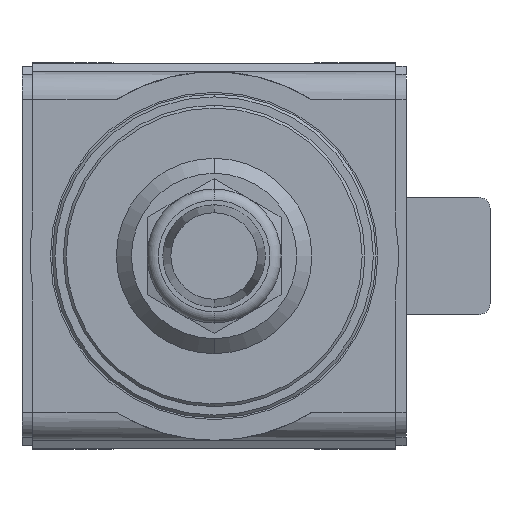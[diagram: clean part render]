
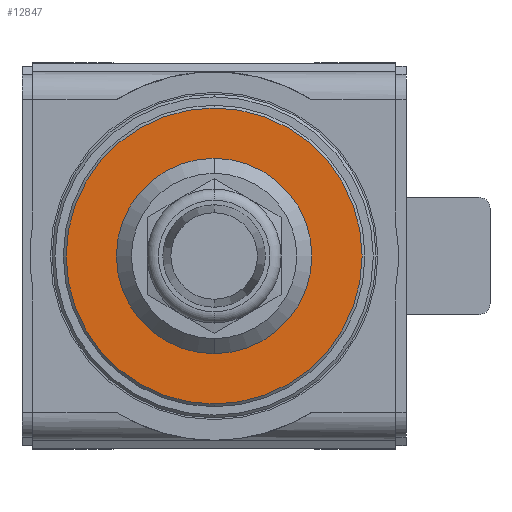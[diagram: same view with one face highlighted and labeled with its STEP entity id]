
A CAD part, front view. The second image highlights one B-rep face of the part: STEP entity #12847.
In plain terms, the highlighted planar face has unit normal (0, -1, 0).
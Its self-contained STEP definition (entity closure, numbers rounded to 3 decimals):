
#129 = AXIS2_PLACEMENT_3D ( 'NONE', #14150, #18711, #9211 ) ;
#303 = CARTESIAN_POINT ( 'NONE',  ( 0., -2.1, 0. ) ) ;
#611 = CARTESIAN_POINT ( 'NONE',  ( 0., -2.1, 26.5 ) ) ;
#705 = PLANE ( 'NONE',  #129 ) ;
#1199 = AXIS2_PLACEMENT_3D ( 'NONE', #1627, #1749, #1506 ) ;
#1220 = ORIENTED_EDGE ( 'NONE', *, *, #2401, .T. ) ;
#1506 = DIRECTION ( 'NONE',  ( 0., 0., -1. ) ) ;
#1627 = CARTESIAN_POINT ( 'NONE',  ( 0., -2.1, 0. ) ) ;
#1749 = DIRECTION ( 'NONE',  ( 0., -1., 0. ) ) ;
#1853 = DIRECTION ( 'NONE',  ( 0., -1., 0. ) ) ;
#2097 = ORIENTED_EDGE ( 'NONE', *, *, #16112, .F. ) ;
#2269 = CIRCLE ( 'NONE', #1199, 17.5 ) ;
#2375 = VERTEX_POINT ( 'NONE', #611 ) ;
#2401 = EDGE_CURVE ( 'NONE', #2375, #16453, #9831, .T. ) ;
#3122 = VERTEX_POINT ( 'NONE', #3855 ) ;
#3855 = CARTESIAN_POINT ( 'NONE',  ( 0., -2.1, -17.5 ) ) ;
#4009 = CIRCLE ( 'NONE', #20563, 26.5 ) ;
#4555 = AXIS2_PLACEMENT_3D ( 'NONE', #16366, #19480, #17839 ) ;
#5367 = FACE_BOUND ( 'NONE', #20085, .T. ) ;
#5818 = DIRECTION ( 'NONE',  ( 0., 0., -1. ) ) ;
#7038 = FACE_OUTER_BOUND ( 'NONE', #21476, .T. ) ;
#7305 = CIRCLE ( 'NONE', #11499, 17.5 ) ;
#9211 = DIRECTION ( 'NONE',  ( 1., 0., 0. ) ) ;
#9831 = CIRCLE ( 'NONE', #4555, 26.5 ) ;
#10448 = CARTESIAN_POINT ( 'NONE',  ( 0., -2.1, -26.5 ) ) ;
#11499 = AXIS2_PLACEMENT_3D ( 'NONE', #15095, #16974, #13420 ) ;
#12511 = VERTEX_POINT ( 'NONE', #19981 ) ;
#12847 = ADVANCED_FACE ( 'NONE', ( #7038, #5367 ), #705, .F. ) ;
#13420 = DIRECTION ( 'NONE',  ( 0., 0., -1. ) ) ;
#14132 = ORIENTED_EDGE ( 'NONE', *, *, #18634, .F. ) ;
#14150 = CARTESIAN_POINT ( 'NONE',  ( 26.5, -2.1, 0. ) ) ;
#15095 = CARTESIAN_POINT ( 'NONE',  ( 0., -2.1, 0. ) ) ;
#15139 = ORIENTED_EDGE ( 'NONE', *, *, #17931, .T. ) ;
#16112 = EDGE_CURVE ( 'NONE', #12511, #3122, #7305, .T. ) ;
#16366 = CARTESIAN_POINT ( 'NONE',  ( 0., -2.1, 0. ) ) ;
#16453 = VERTEX_POINT ( 'NONE', #10448 ) ;
#16974 = DIRECTION ( 'NONE',  ( 0., -1., 0. ) ) ;
#17839 = DIRECTION ( 'NONE',  ( 0., 0., -1. ) ) ;
#17931 = EDGE_CURVE ( 'NONE', #16453, #2375, #4009, .T. ) ;
#18634 = EDGE_CURVE ( 'NONE', #3122, #12511, #2269, .T. ) ;
#18711 = DIRECTION ( 'NONE',  ( 0., 1., 0. ) ) ;
#19480 = DIRECTION ( 'NONE',  ( 0., -1., 0. ) ) ;
#19981 = CARTESIAN_POINT ( 'NONE',  ( 0., -2.1, 17.5 ) ) ;
#20085 = EDGE_LOOP ( 'NONE', ( #14132, #2097 ) ) ;
#20563 = AXIS2_PLACEMENT_3D ( 'NONE', #303, #1853, #5818 ) ;
#21476 = EDGE_LOOP ( 'NONE', ( #1220, #15139 ) ) ;
